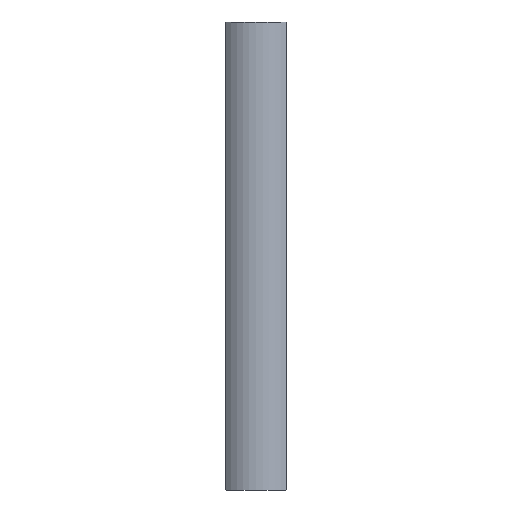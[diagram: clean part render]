
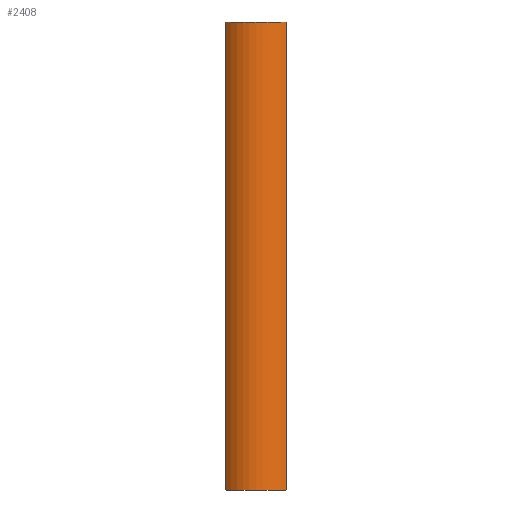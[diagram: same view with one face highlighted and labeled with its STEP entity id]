
A CAD part, front view. The second image highlights one B-rep face of the part: STEP entity #2408.
In plain terms, the highlighted cylindrical face has radius 45 mm (diameter 90 mm), a partial arc.
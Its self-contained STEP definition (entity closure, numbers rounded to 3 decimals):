
#46 =( BOUNDED_CURVE ( )  B_SPLINE_CURVE ( 3, ( #856, #256, #2940, #754 ),
 .UNSPECIFIED., .F., .T. ) 
 B_SPLINE_CURVE_WITH_KNOTS ( ( 4, 4 ),
 ( 2.362, 2.364 ),
 .UNSPECIFIED. ) 
 CURVE ( )  GEOMETRIC_REPRESENTATION_ITEM ( )  RATIONAL_B_SPLINE_CURVE ( ( 1., 1., 1., 1. ) ) 
 REPRESENTATION_ITEM ( '' )  );
#129 = ORIENTED_EDGE ( 'NONE', *, *, #1944, .F. ) ;
#183 = CARTESIAN_POINT ( 'NONE',  ( 32., -31.639, -500. ) ) ;
#193 = EDGE_CURVE ( 'NONE', #1574, #1166, #3066, .T. ) ;
#215 = CARTESIAN_POINT ( 'NONE',  ( -32., -31.639, -500. ) ) ;
#234 = CARTESIAN_POINT ( 'NONE',  ( -32.069, -31.569, -499.931 ) ) ;
#256 = CARTESIAN_POINT ( 'NONE',  ( 32.023, -31.615, -0.023 ) ) ;
#309 = CARTESIAN_POINT ( 'NONE',  ( -32., -31.639, 0. ) ) ;
#413 = ORIENTED_EDGE ( 'NONE', *, *, #3149, .T. ) ;
#477 = EDGE_LOOP ( 'NONE', ( #129, #2741, #413, #1110, #1052, #1369, #3201, #1333 ) ) ;
#480 = DIRECTION ( 'NONE',  ( 0., 0., 1. ) ) ;
#632 = CYLINDRICAL_SURFACE ( 'NONE', #2948, 45. ) ;
#636 =( BOUNDED_CURVE ( )  B_SPLINE_CURVE ( 3, ( #2256, #1238, #1222, #3292 ),
 .UNSPECIFIED., .F., .F. ) 
 B_SPLINE_CURVE_WITH_KNOTS ( ( 4, 4 ),
 ( 5.503, 5.506 ),
 .UNSPECIFIED. ) 
 CURVE ( )  GEOMETRIC_REPRESENTATION_ITEM ( )  RATIONAL_B_SPLINE_CURVE ( ( 1., 1., 1., 1. ) ) 
 REPRESENTATION_ITEM ( '' )  );
#654 = DIRECTION ( 'NONE',  ( 1., 0., 0. ) ) ;
#679 = CARTESIAN_POINT ( 'NONE',  ( 32.069, -31.569, -499.931 ) ) ;
#714 = CARTESIAN_POINT ( 'NONE',  ( -32., -31.639, -500. ) ) ;
#754 = CARTESIAN_POINT ( 'NONE',  ( 32.069, -31.569, -0.069 ) ) ;
#817 = CIRCLE ( 'NONE', #2727, 45. ) ;
#833 = CARTESIAN_POINT ( 'NONE',  ( 0., 0., -1000. ) ) ;
#856 = CARTESIAN_POINT ( 'NONE',  ( 32., -31.639, 0. ) ) ;
#860 = VERTEX_POINT ( 'NONE', #1767 ) ;
#994 = EDGE_CURVE ( 'NONE', #3366, #2902, #636, .T. ) ;
#998 = CARTESIAN_POINT ( 'NONE',  ( -32.069, -31.569, -0.069 ) ) ;
#1039 = CARTESIAN_POINT ( 'NONE',  ( 0., 0., -500. ) ) ;
#1052 = ORIENTED_EDGE ( 'NONE', *, *, #1828, .F. ) ;
#1079 = CARTESIAN_POINT ( 'NONE',  ( 32.069, -31.569, -1000. ) ) ;
#1095 = LINE ( 'NONE', #1079, #1425 ) ;
#1110 = ORIENTED_EDGE ( 'NONE', *, *, #1514, .F. ) ;
#1146 = CIRCLE ( 'NONE', #2399, 45. ) ;
#1166 = VERTEX_POINT ( 'NONE', #998 ) ;
#1168 = CARTESIAN_POINT ( 'NONE',  ( -32.069, -31.569, -499.931 ) ) ;
#1222 = CARTESIAN_POINT ( 'NONE',  ( 32.046, -31.592, -499.954 ) ) ;
#1237 = CARTESIAN_POINT ( 'NONE',  ( 32.069, -31.569, -0.069 ) ) ;
#1238 = CARTESIAN_POINT ( 'NONE',  ( 32.023, -31.615, -499.977 ) ) ;
#1333 = ORIENTED_EDGE ( 'NONE', *, *, #2721, .F. ) ;
#1369 = ORIENTED_EDGE ( 'NONE', *, *, #994, .T. ) ;
#1425 = VECTOR ( 'NONE', #480, 1000. ) ;
#1514 = EDGE_CURVE ( 'NONE', #2983, #1960, #2046, .T. ) ;
#1524 = CARTESIAN_POINT ( 'NONE',  ( -32.046, -31.592, -499.954 ) ) ;
#1545 = LINE ( 'NONE', #2581, #2025 ) ;
#1574 = VERTEX_POINT ( 'NONE', #2013 ) ;
#1690 = DIRECTION ( 'NONE',  ( 1., 0., 0. ) ) ;
#1767 = CARTESIAN_POINT ( 'NONE',  ( 32., -31.639, 0. ) ) ;
#1810 = CARTESIAN_POINT ( 'NONE',  ( -32.023, -31.615, -499.977 ) ) ;
#1828 = EDGE_CURVE ( 'NONE', #3366, #2983, #817, .T. ) ;
#1944 = EDGE_CURVE ( 'NONE', #1574, #860, #1146, .T. ) ;
#1960 = VERTEX_POINT ( 'NONE', #1168 ) ;
#1983 = CARTESIAN_POINT ( 'NONE',  ( -32.046, -31.592, -0.046 ) ) ;
#2013 = CARTESIAN_POINT ( 'NONE',  ( -32., -31.639, 0. ) ) ;
#2025 = VECTOR ( 'NONE', #2072, 1000. ) ;
#2046 =( BOUNDED_CURVE ( )  B_SPLINE_CURVE ( 3, ( #215, #1810, #1524, #234 ),
 .UNSPECIFIED., .F., .F. ) 
 B_SPLINE_CURVE_WITH_KNOTS ( ( 4, 4 ),
 ( 5.503, 5.506 ),
 .UNSPECIFIED. ) 
 CURVE ( )  GEOMETRIC_REPRESENTATION_ITEM ( )  RATIONAL_B_SPLINE_CURVE ( ( 1., 1., 1., 1. ) ) 
 REPRESENTATION_ITEM ( '' )  );
#2072 = DIRECTION ( 'NONE',  ( 0., 0., -1. ) ) ;
#2082 = DIRECTION ( 'NONE',  ( 0., 0., -1. ) ) ;
#2188 = EDGE_CURVE ( 'NONE', #2902, #2934, #1095, .T. ) ;
#2256 = CARTESIAN_POINT ( 'NONE',  ( 32., -31.639, -500. ) ) ;
#2399 = AXIS2_PLACEMENT_3D ( 'NONE', #2955, #2714, #654 ) ;
#2408 = ADVANCED_FACE ( 'NONE', ( #2981 ), #632, .T. ) ;
#2581 = CARTESIAN_POINT ( 'NONE',  ( -32.069, -31.569, -1000. ) ) ;
#2679 = DIRECTION ( 'NONE',  ( 0., 0., 1. ) ) ;
#2714 = DIRECTION ( 'NONE',  ( 0., 0., 1. ) ) ;
#2721 = EDGE_CURVE ( 'NONE', #860, #2934, #46, .T. ) ;
#2727 = AXIS2_PLACEMENT_3D ( 'NONE', #1039, #2082, #3211 ) ;
#2741 = ORIENTED_EDGE ( 'NONE', *, *, #193, .T. ) ;
#2902 = VERTEX_POINT ( 'NONE', #679 ) ;
#2934 = VERTEX_POINT ( 'NONE', #1237 ) ;
#2940 = CARTESIAN_POINT ( 'NONE',  ( 32.046, -31.592, -0.046 ) ) ;
#2948 = AXIS2_PLACEMENT_3D ( 'NONE', #833, #2679, #1690 ) ;
#2955 = CARTESIAN_POINT ( 'NONE',  ( 0., 0., 0. ) ) ;
#2981 = FACE_OUTER_BOUND ( 'NONE', #477, .T. ) ;
#2983 = VERTEX_POINT ( 'NONE', #714 ) ;
#2988 = CARTESIAN_POINT ( 'NONE',  ( -32.023, -31.615, -0.023 ) ) ;
#3023 = CARTESIAN_POINT ( 'NONE',  ( -32.069, -31.569, -0.069 ) ) ;
#3066 =( BOUNDED_CURVE ( )  B_SPLINE_CURVE ( 3, ( #309, #2988, #1983, #3023 ),
 .UNSPECIFIED., .F., .F. ) 
 B_SPLINE_CURVE_WITH_KNOTS ( ( 4, 4 ),
 ( 2.362, 2.364 ),
 .UNSPECIFIED. ) 
 CURVE ( )  GEOMETRIC_REPRESENTATION_ITEM ( )  RATIONAL_B_SPLINE_CURVE ( ( 1., 1., 1., 1. ) ) 
 REPRESENTATION_ITEM ( '' )  );
#3149 = EDGE_CURVE ( 'NONE', #1166, #1960, #1545, .T. ) ;
#3201 = ORIENTED_EDGE ( 'NONE', *, *, #2188, .T. ) ;
#3211 = DIRECTION ( 'NONE',  ( 1., 0., 0. ) ) ;
#3292 = CARTESIAN_POINT ( 'NONE',  ( 32.069, -31.569, -499.931 ) ) ;
#3366 = VERTEX_POINT ( 'NONE', #183 ) ;
